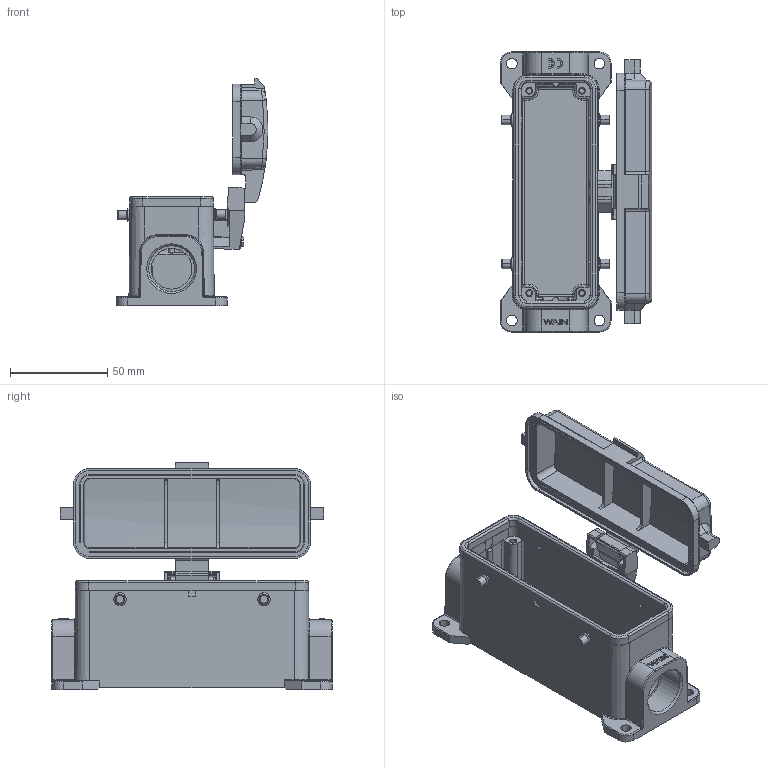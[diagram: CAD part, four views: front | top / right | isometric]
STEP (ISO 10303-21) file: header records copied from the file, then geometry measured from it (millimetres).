
FILE_DESCRIPTION(/* description */ (''),/* implementation_level */ '2;1');
FILE_NAME(/* name */ 'H24B-SF-4B-CV-M25.stp',/* time_stamp */ '2023-08-31T15:11:04+08:00',/* author */ (''),/* organization */ (''),/* preprocessor_version */ 'ST-DEVELOPER v18.1',/* originating_system */ 'SIEMENS PLM Software NX 1980',/* authorisation */ '');
FILE_SCHEMA (('AUTOMOTIVE_DESIGN { 1 0 10303 214 3 1 1 1 }'));
Products named in the file (1): 13842E6412D98uj9
Bounding box: 77.99 x 144 x 116.82 mm (x, y, z)
Volume: 137742.8 mm3; surface area: 83537.5 mm2
Topology: 13 solids, 13 shells, 1027 faces, 2741 edges, 1758 vertices
Faces by surface type: cylinder 463, plane 389, torus 81, cone 60, bspline 26, sphere 8
Full cylindrical faces by diameter (mm): 3 x7, 4 x2, 21 x1, 23.5 x2
Entity records: 49014 total; most frequent: CARTESIAN_POINT 24197, ORIENTED_EDGE 5404, DIRECTION 4778, EDGE_CURVE 2702, VERTEX_POINT 1749, AXIS2_PLACEMENT_3D 1707, LINE 1364, VECTOR 1364
